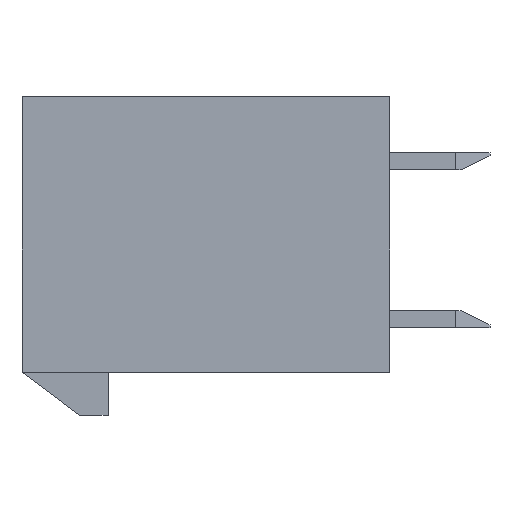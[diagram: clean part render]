
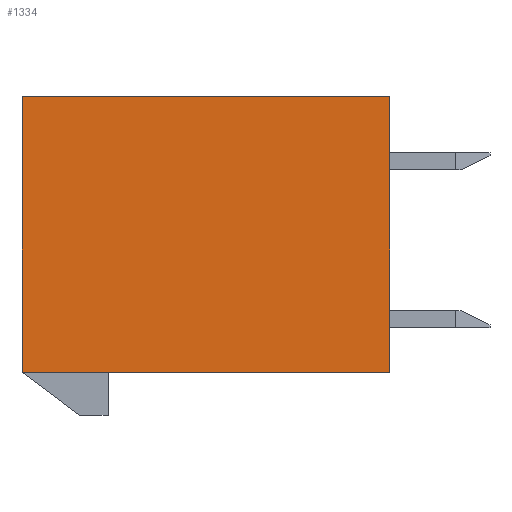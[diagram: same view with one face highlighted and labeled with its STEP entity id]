
A CAD part, left-side view. The second image highlights one B-rep face of the part: STEP entity #1334.
In plain terms, the highlighted planar face has unit normal (-1, 0, 0).
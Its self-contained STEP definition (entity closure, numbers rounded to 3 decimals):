
#1=DIRECTION('',(0.,0.,-1.));
#2=VECTOR('',#1,9.6);
#3=CARTESIAN_POINT('',(-4.8,0.,4.8));
#4=LINE('',#3,#2);
#5=DIRECTION('',(0.,1.,0.));
#6=VECTOR('',#5,12.8);
#7=CARTESIAN_POINT('',(-4.8,0.,-4.8));
#8=LINE('',#7,#6);
#9=DIRECTION('',(0.,0.,1.));
#10=VECTOR('',#9,9.6);
#11=CARTESIAN_POINT('',(-4.8,12.8,-4.8));
#12=LINE('',#11,#10);
#13=DIRECTION('',(0.,-1.,0.));
#14=VECTOR('',#13,12.8);
#15=CARTESIAN_POINT('',(-4.8,12.8,4.8));
#16=LINE('',#15,#14);
#991=CARTESIAN_POINT('',(-4.8,0.,4.8));
#992=CARTESIAN_POINT('',(-4.8,0.,-4.8));
#993=VERTEX_POINT('',#991);
#994=VERTEX_POINT('',#992);
#995=CARTESIAN_POINT('',(-4.8,12.8,-4.8));
#996=VERTEX_POINT('',#995);
#997=CARTESIAN_POINT('',(-4.8,12.8,4.8));
#998=VERTEX_POINT('',#997);
#1319=CARTESIAN_POINT('',(-4.8,0.,0.));
#1320=DIRECTION('',(1.,0.,0.));
#1321=DIRECTION('',(0.,0.,-1.));
#1322=AXIS2_PLACEMENT_3D('',#1319,#1320,#1321);
#1323=PLANE('',#1322);
#1325=ORIENTED_EDGE('',*,*,#1324,.T.);
#1327=ORIENTED_EDGE('',*,*,#1326,.T.);
#1329=ORIENTED_EDGE('',*,*,#1328,.T.);
#1331=ORIENTED_EDGE('',*,*,#1330,.T.);
#1332=EDGE_LOOP('',(#1325,#1327,#1329,#1331));
#1333=FACE_OUTER_BOUND('',#1332,.F.);
#1334=ADVANCED_FACE('',(#1333),#1323,.F.);
#1324=EDGE_CURVE('',#993,#994,#4,.T.);
#1326=EDGE_CURVE('',#994,#996,#8,.T.);
#1328=EDGE_CURVE('',#996,#998,#12,.T.);
#1330=EDGE_CURVE('',#998,#993,#16,.T.);
